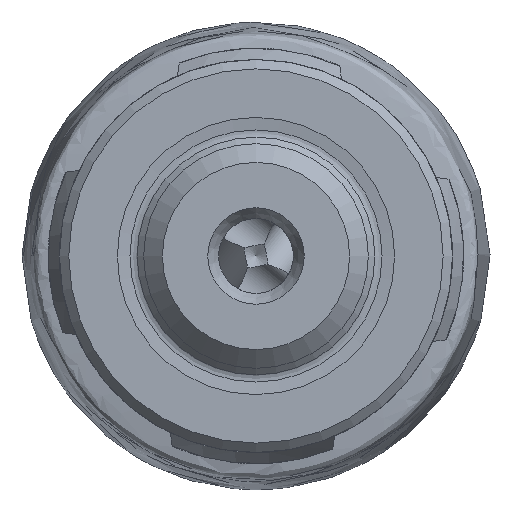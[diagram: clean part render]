
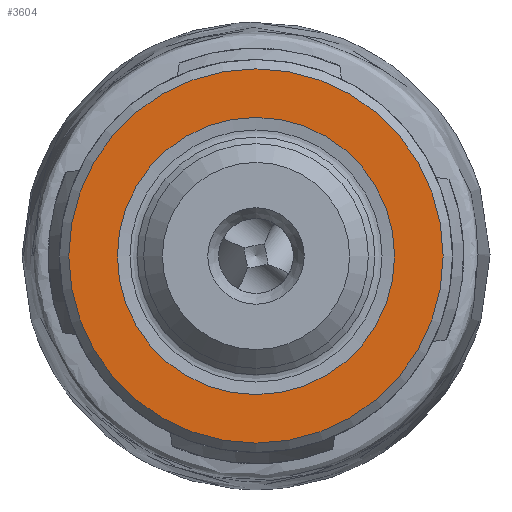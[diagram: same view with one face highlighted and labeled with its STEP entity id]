
A CAD part, left-side view. The second image highlights one B-rep face of the part: STEP entity #3604.
In plain terms, the highlighted planar face has unit normal (-1, 0, 0).
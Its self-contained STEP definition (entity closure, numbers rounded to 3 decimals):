
#339 = AXIS2_PLACEMENT_3D ( 'NONE', #4922, #2288, #5369 ) ;
#593 = ORIENTED_EDGE ( 'NONE', *, *, #1207, .T. ) ;
#656 = PLANE ( 'NONE',  #1638 ) ;
#1207 = EDGE_CURVE ( 'NONE', #3965, #3965, #3852, .T. ) ;
#1231 = DIRECTION ( 'NONE',  ( -1., 0., 0. ) ) ;
#1369 = EDGE_CURVE ( 'NONE', #2798, #2798, #2013, .T. ) ;
#1638 = AXIS2_PLACEMENT_3D ( 'NONE', #4570, #1967, #5052 ) ;
#1804 = EDGE_LOOP ( 'NONE', ( #593 ) ) ;
#1820 = CARTESIAN_POINT ( 'NONE',  ( 68., 0., 7.403 ) ) ;
#1967 = DIRECTION ( 'NONE',  ( 1., 0., 0. ) ) ;
#2013 = CIRCLE ( 'NONE', #5049, 7.403 ) ;
#2288 = DIRECTION ( 'NONE',  ( -1., 0., 0. ) ) ;
#2798 = VERTEX_POINT ( 'NONE', #1820 ) ;
#3088 = FACE_OUTER_BOUND ( 'NONE', #1804, .T. ) ;
#3526 = ORIENTED_EDGE ( 'NONE', *, *, #1369, .F. ) ;
#3604 = ADVANCED_FACE ( 'NONE', ( #4397, #3088 ), #656, .F. ) ;
#3839 = CARTESIAN_POINT ( 'NONE',  ( 68., 0., 0. ) ) ;
#3852 = CIRCLE ( 'NONE', #339, 10. ) ;
#3965 = VERTEX_POINT ( 'NONE', #4447 ) ;
#4283 = DIRECTION ( 'NONE',  ( 0., 0., 1. ) ) ;
#4397 = FACE_BOUND ( 'NONE', #5330, .T. ) ;
#4447 = CARTESIAN_POINT ( 'NONE',  ( 68., 0., 10. ) ) ;
#4570 = CARTESIAN_POINT ( 'NONE',  ( 68., 7.403, 0. ) ) ;
#4922 = CARTESIAN_POINT ( 'NONE',  ( 68., 0., 0. ) ) ;
#5049 = AXIS2_PLACEMENT_3D ( 'NONE', #3839, #1231, #4283 ) ;
#5052 = DIRECTION ( 'NONE',  ( 0., 0., -1. ) ) ;
#5330 = EDGE_LOOP ( 'NONE', ( #3526 ) ) ;
#5369 = DIRECTION ( 'NONE',  ( 0., 0., 1. ) ) ;
